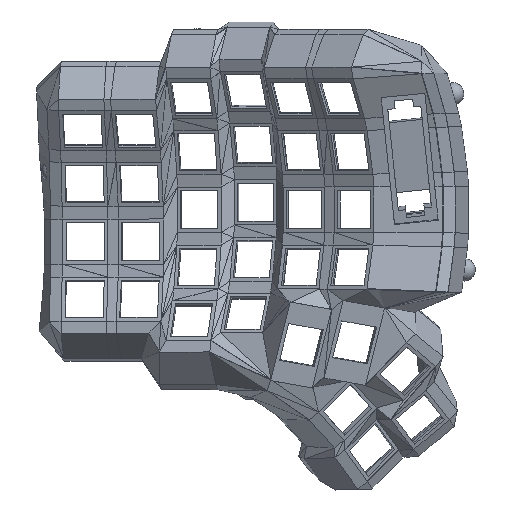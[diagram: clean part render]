
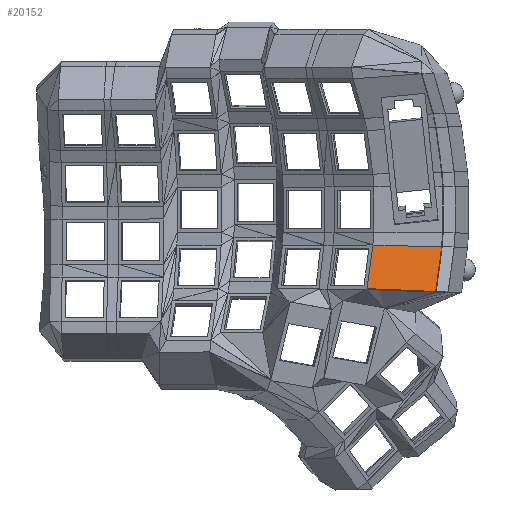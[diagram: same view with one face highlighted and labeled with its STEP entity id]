
A CAD part, top view. The second image highlights one B-rep face of the part: STEP entity #20152.
In plain terms, the highlighted planar face has unit normal (-0.016, 0.228, 0.974).
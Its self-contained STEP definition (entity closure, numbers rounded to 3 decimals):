
#6722 = PLANE('',#6723);
#6723 = AXIS2_PLACEMENT_3D('',#6724,#6725,#6726);
#6724 = CARTESIAN_POINT('',(76.344,-9.868,
    41.667));
#6725 = DIRECTION('',(-0.02,0.115,0.993)
  );
#6726 = DIRECTION('',(0.,-0.993,0.115));
#12875 = VERTEX_POINT('',#12876);
#12876 = CARTESIAN_POINT('',(64.261,-13.319,
    41.82));
#12904 = VERTEX_POINT('',#12905);
#12905 = CARTESIAN_POINT('',(90.118,-14.061,
    42.429));
#12931 = EDGE_CURVE('',#12904,#12875,#12932,.T.);
#12932 = SURFACE_CURVE('',#12933,(#12937,#12944),.PCURVE_S1.);
#12933 = LINE('',#12934,#12935);
#12934 = CARTESIAN_POINT('',(90.118,-14.061,
    42.429));
#12935 = VECTOR('',#12936,1.);
#12936 = DIRECTION('',(-0.999,0.029,
    -0.024));
#12937 = PCURVE('',#6722,#12938);
#12938 = DEFINITIONAL_REPRESENTATION('',(#12939),#12943);
#12939 = LINE('',#12940,#12941);
#12940 = CARTESIAN_POINT('',(4.253,13.777));
#12941 = VECTOR('',#12942,1.);
#12942 = DIRECTION('',(-0.031,-1.));
#12943 = ( GEOMETRIC_REPRESENTATION_CONTEXT(2) 
PARAMETRIC_REPRESENTATION_CONTEXT() REPRESENTATION_CONTEXT('2D SPACE',''
  ) );
#12944 = PCURVE('',#12945,#12950);
#12945 = PLANE('',#12946);
#12946 = AXIS2_PLACEMENT_3D('',#12947,#12948,#12949);
#12947 = CARTESIAN_POINT('',(72.605,-24.858,
    44.664));
#12948 = DIRECTION('',(-0.016,0.228,0.974)
  );
#12949 = DIRECTION('',(0.,-0.974,0.228));
#12950 = DEFINITIONAL_REPRESENTATION('',(#12951),#12955);
#12951 = LINE('',#12952,#12953);
#12952 = CARTESIAN_POINT('',(-11.022,17.516));
#12953 = VECTOR('',#12954,1.);
#12954 = DIRECTION('',(-0.033,-0.999));
#12955 = ( GEOMETRIC_REPRESENTATION_CONTEXT(2) 
PARAMETRIC_REPRESENTATION_CONTEXT() REPRESENTATION_CONTEXT('2D SPACE',''
  ) );
#20113 = PLANE('',#20114);
#20114 = AXIS2_PLACEMENT_3D('',#20115,#20116,#20117);
#20115 = CARTESIAN_POINT('',(89.036,-22.513,
    44.39));
#20116 = DIRECTION('',(0.,-0.226,
    -0.974));
#20117 = DIRECTION('',(0.,0.974,-0.226
    ));
#20152 = ADVANCED_FACE('',(#20153),#12945,.T.);
#20153 = FACE_BOUND('',#20154,.F.);
#20154 = EDGE_LOOP('',(#20155,#20156,#20179,#20207,#20235));
#20155 = ORIENTED_EDGE('',*,*,#12931,.F.);
#20156 = ORIENTED_EDGE('',*,*,#20157,.T.);
#20157 = EDGE_CURVE('',#12904,#20158,#20160,.T.);
#20158 = VERTEX_POINT('',#20159);
#20159 = CARTESIAN_POINT('',(87.868,-30.859,
    46.327));
#20160 = SURFACE_CURVE('',#20161,(#20165,#20172),.PCURVE_S1.);
#20161 = LINE('',#20162,#20163);
#20162 = CARTESIAN_POINT('',(90.118,-14.061,
    42.429));
#20163 = VECTOR('',#20164,1.);
#20164 = DIRECTION('',(-0.129,-0.966,0.224));
#20165 = PCURVE('',#12945,#20166);
#20166 = DEFINITIONAL_REPRESENTATION('',(#20167),#20171);
#20167 = LINE('',#20168,#20169);
#20168 = CARTESIAN_POINT('',(-11.022,17.516));
#20169 = VECTOR('',#20170,1.);
#20170 = DIRECTION('',(0.992,-0.129));
#20171 = ( GEOMETRIC_REPRESENTATION_CONTEXT(2) 
PARAMETRIC_REPRESENTATION_CONTEXT() REPRESENTATION_CONTEXT('2D SPACE',''
  ) );
#20172 = PCURVE('',#20113,#20173);
#20173 = DEFINITIONAL_REPRESENTATION('',(#20174),#20178);
#20174 = LINE('',#20175,#20176);
#20175 = CARTESIAN_POINT('',(8.676,1.082));
#20176 = VECTOR('',#20177,1.);
#20177 = DIRECTION('',(-0.992,-0.129));
#20178 = ( GEOMETRIC_REPRESENTATION_CONTEXT(2) 
PARAMETRIC_REPRESENTATION_CONTEXT() REPRESENTATION_CONTEXT('2D SPACE',''
  ) );
#20179 = ORIENTED_EDGE('',*,*,#20180,.F.);
#20180 = EDGE_CURVE('',#20181,#20158,#20183,.T.);
#20181 = VERTEX_POINT('',#20182);
#20182 = CARTESIAN_POINT('',(80.612,-30.47,
    46.114));
#20183 = SURFACE_CURVE('',#20184,(#20188,#20195),.PCURVE_S1.);
#20184 = LINE('',#20185,#20186);
#20185 = CARTESIAN_POINT('',(75.915,-30.219,
    45.976));
#20186 = VECTOR('',#20187,1.);
#20187 = DIRECTION('',(0.998,-0.053,
    0.029));
#20188 = PCURVE('',#12945,#20189);
#20189 = DEFINITIONAL_REPRESENTATION('',(#20190),#20194);
#20190 = LINE('',#20191,#20192);
#20191 = CARTESIAN_POINT('',(5.519,3.31));
#20192 = VECTOR('',#20193,1.);
#20193 = DIRECTION('',(0.059,0.998));
#20194 = ( GEOMETRIC_REPRESENTATION_CONTEXT(2) 
PARAMETRIC_REPRESENTATION_CONTEXT() REPRESENTATION_CONTEXT('2D SPACE',''
  ) );
#20195 = PCURVE('',#20196,#20201);
#20196 = PLANE('',#20197);
#20197 = AXIS2_PLACEMENT_3D('',#20198,#20199,#20200);
#20198 = CARTESIAN_POINT('',(79.525,-30.472,
    46.362));
#20199 = DIRECTION('',(0.046,0.977,0.208)
  );
#20200 = DIRECTION('',(0.,0.208,-0.978));
#20201 = DEFINITIONAL_REPRESENTATION('',(#20202),#20206);
#20202 = LINE('',#20203,#20204);
#20203 = CARTESIAN_POINT('',(0.43,3.614));
#20204 = VECTOR('',#20205,1.);
#20205 = DIRECTION('',(-0.04,-0.999));
#20206 = ( GEOMETRIC_REPRESENTATION_CONTEXT(2) 
PARAMETRIC_REPRESENTATION_CONTEXT() REPRESENTATION_CONTEXT('2D SPACE',''
  ) );
#20207 = ORIENTED_EDGE('',*,*,#20208,.T.);
#20208 = EDGE_CURVE('',#20181,#20209,#20211,.T.);
#20209 = VERTEX_POINT('',#20210);
#20210 = CARTESIAN_POINT('',(62.061,-29.74,
    45.631));
#20211 = SURFACE_CURVE('',#20212,(#20216,#20223),.PCURVE_S1.);
#20212 = LINE('',#20213,#20214);
#20213 = CARTESIAN_POINT('',(74.813,-30.242,
    45.963));
#20214 = VECTOR('',#20215,1.);
#20215 = DIRECTION('',(-0.999,0.039,
    -0.026));
#20216 = PCURVE('',#12945,#20217);
#20217 = DEFINITIONAL_REPRESENTATION('',(#20218),#20222);
#20218 = LINE('',#20219,#20220);
#20219 = CARTESIAN_POINT('',(5.539,2.209));
#20220 = VECTOR('',#20221,1.);
#20221 = DIRECTION('',(-0.044,-0.999));
#20222 = ( GEOMETRIC_REPRESENTATION_CONTEXT(2) 
PARAMETRIC_REPRESENTATION_CONTEXT() REPRESENTATION_CONTEXT('2D SPACE',''
  ) );
#20223 = PCURVE('',#20224,#20229);
#20224 = PLANE('',#20225);
#20225 = AXIS2_PLACEMENT_3D('',#20226,#20227,#20228);
#20226 = CARTESIAN_POINT('',(77.267,-30.327,
    45.846));
#20227 = DIRECTION('',(-0.038,-0.997,
    -0.066));
#20228 = DIRECTION('',(0.,-0.066,0.998));
#20229 = DEFINITIONAL_REPRESENTATION('',(#20230),#20234);
#20230 = LINE('',#20231,#20232);
#20231 = CARTESIAN_POINT('',(0.111,2.456));
#20232 = VECTOR('',#20233,1.);
#20233 = DIRECTION('',(-0.029,1.));
#20234 = ( GEOMETRIC_REPRESENTATION_CONTEXT(2) 
PARAMETRIC_REPRESENTATION_CONTEXT() REPRESENTATION_CONTEXT('2D SPACE',''
  ) );
#20235 = ORIENTED_EDGE('',*,*,#20236,.F.);
#20236 = EDGE_CURVE('',#12875,#20209,#20237,.T.);
#20237 = SURFACE_CURVE('',#20238,(#20242,#20249),.PCURVE_S1.);
#20238 = LINE('',#20239,#20240);
#20239 = CARTESIAN_POINT('',(64.261,-13.319,
    41.82));
#20240 = VECTOR('',#20241,1.);
#20241 = DIRECTION('',(-0.129,-0.966,0.224));
#20242 = PCURVE('',#12945,#20243);
#20243 = DEFINITIONAL_REPRESENTATION('',(#20244),#20248);
#20244 = LINE('',#20245,#20246);
#20245 = CARTESIAN_POINT('',(-11.883,-8.345));
#20246 = VECTOR('',#20247,1.);
#20247 = DIRECTION('',(0.992,-0.129));
#20248 = ( GEOMETRIC_REPRESENTATION_CONTEXT(2) 
PARAMETRIC_REPRESENTATION_CONTEXT() REPRESENTATION_CONTEXT('2D SPACE',''
  ) );
#20249 = PCURVE('',#20250,#20255);
#20250 = PLANE('',#20251);
#20251 = AXIS2_PLACEMENT_3D('',#20252,#20253,#20254);
#20252 = CARTESIAN_POINT('',(62.035,-29.933,
    45.675));
#20253 = DIRECTION('',(-0.483,0.259,0.837));
#20254 = DIRECTION('',(0.866,0.,0.5));
#20255 = DEFINITIONAL_REPRESENTATION('',(#20256),#20260);
#20256 = LINE('',#20257,#20258);
#20257 = CARTESIAN_POINT('',(0.,17.2));
#20258 = VECTOR('',#20259,1.);
#20259 = DIRECTION('',(0.,-1.));
#20260 = ( GEOMETRIC_REPRESENTATION_CONTEXT(2) 
PARAMETRIC_REPRESENTATION_CONTEXT() REPRESENTATION_CONTEXT('2D SPACE',''
  ) );
